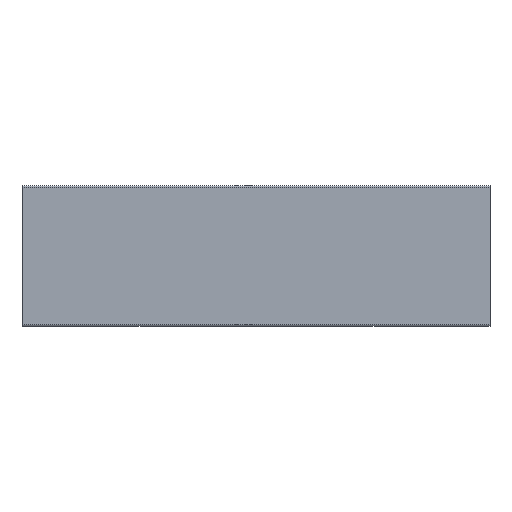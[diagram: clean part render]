
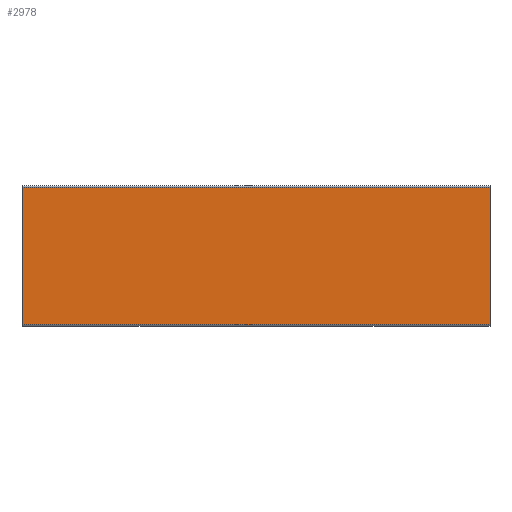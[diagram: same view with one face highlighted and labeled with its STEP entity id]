
A CAD part, top view. The second image highlights one B-rep face of the part: STEP entity #2978.
In plain terms, the highlighted planar face has unit normal (0, 0, 1).
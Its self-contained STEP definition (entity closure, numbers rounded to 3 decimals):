
#142 = EDGE_CURVE ( 'NONE', #166, #2845, #3654, .T. ) ;
#143 = CARTESIAN_POINT ( 'NONE',  ( 1000., -300., 0. ) ) ;
#166 = VERTEX_POINT ( 'NONE', #193 ) ;
#188 = DIRECTION ( 'NONE',  ( 1., 0., 0. ) ) ;
#193 = CARTESIAN_POINT ( 'NONE',  ( 1000., -294., 0. ) ) ;
#233 = LINE ( 'NONE', #1666, #1693 ) ;
#599 = CARTESIAN_POINT ( 'NONE',  ( -1000., -294., 0. ) ) ;
#680 = DIRECTION ( 'NONE',  ( -1., 0., 0. ) ) ;
#896 = DIRECTION ( 'NONE',  ( 0., 0., -1. ) ) ;
#1014 = EDGE_CURVE ( 'NONE', #2845, #2915, #1900, .T. ) ;
#1083 = CARTESIAN_POINT ( 'NONE',  ( 1000., 294., 0. ) ) ;
#1185 = PLANE ( 'NONE',  #2475 ) ;
#1204 = DIRECTION ( 'NONE',  ( -1., 0., 0. ) ) ;
#1369 = EDGE_CURVE ( 'NONE', #2915, #1729, #2632, .T. ) ;
#1516 = CARTESIAN_POINT ( 'NONE',  ( -1000., -300., 0. ) ) ;
#1518 = CARTESIAN_POINT ( 'NONE',  ( -1000., 294., 0. ) ) ;
#1666 = CARTESIAN_POINT ( 'NONE',  ( -1000., -294., 0. ) ) ;
#1672 = VECTOR ( 'NONE', #680, 1000. ) ;
#1693 = VECTOR ( 'NONE', #188, 1000. ) ;
#1729 = VERTEX_POINT ( 'NONE', #599 ) ;
#1781 = ORIENTED_EDGE ( 'NONE', *, *, #142, .T. ) ;
#1811 = ORIENTED_EDGE ( 'NONE', *, *, #1014, .T. ) ;
#1859 = DIRECTION ( 'NONE',  ( 0., 1., 0. ) ) ;
#1900 = LINE ( 'NONE', #2404, #1672 ) ;
#1973 = VECTOR ( 'NONE', #3497, 1000. ) ;
#2181 = ORIENTED_EDGE ( 'NONE', *, *, #2816, .T. ) ;
#2404 = CARTESIAN_POINT ( 'NONE',  ( 1000., 294., 0. ) ) ;
#2475 = AXIS2_PLACEMENT_3D ( 'NONE', #3499, #896, #1204 ) ;
#2632 = LINE ( 'NONE', #1516, #1973 ) ;
#2816 = EDGE_CURVE ( 'NONE', #1729, #166, #233, .T. ) ;
#2845 = VERTEX_POINT ( 'NONE', #1083 ) ;
#2903 = VECTOR ( 'NONE', #1859, 1000. ) ;
#2915 = VERTEX_POINT ( 'NONE', #1518 ) ;
#2978 = ADVANCED_FACE ( 'NONE', ( #3196 ), #1185, .F. ) ;
#3196 = FACE_OUTER_BOUND ( 'NONE', #3700, .T. ) ;
#3433 = ORIENTED_EDGE ( 'NONE', *, *, #1369, .T. ) ;
#3497 = DIRECTION ( 'NONE',  ( 0., -1., 0. ) ) ;
#3499 = CARTESIAN_POINT ( 'NONE',  ( 0., 0., 0. ) ) ;
#3654 = LINE ( 'NONE', #143, #2903 ) ;
#3700 = EDGE_LOOP ( 'NONE', ( #1811, #3433, #2181, #1781 ) ) ;
